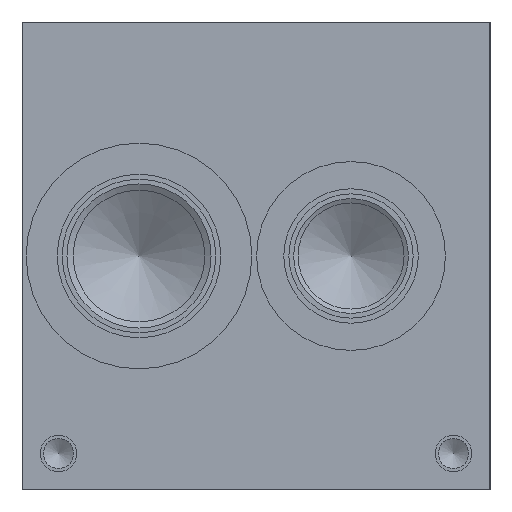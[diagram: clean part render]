
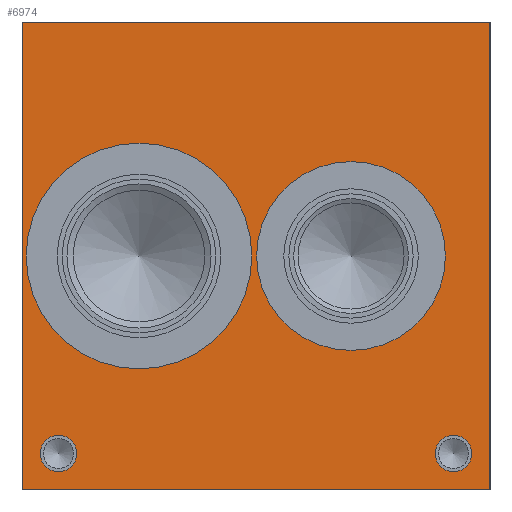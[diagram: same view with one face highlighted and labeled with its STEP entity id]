
A CAD part, left-side view. The second image highlights one B-rep face of the part: STEP entity #6974.
In plain terms, the highlighted planar face has unit normal (-1, 0, 0).
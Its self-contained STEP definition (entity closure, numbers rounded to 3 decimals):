
#2652=CARTESIAN_POINT('',(0.0,76.2,75.298));
#2653=VERTEX_POINT('',#2652);
#2654=CARTESIAN_POINT('',(0.0,76.2,50.8));
#2655=DIRECTION('',(1.0,0.0,0.0));
#2656=DIRECTION('',(0.0,0.0,1.0));
#2657=AXIS2_PLACEMENT_3D('',#2654,#2655,#2656);
#2658=CIRCLE('',#2657,24.498);
#2659=EDGE_CURVE('',#2653,#2653,#2658,.T.);
#2849=CARTESIAN_POINT('',(0.0,30.175,71.298));
#2850=VERTEX_POINT('',#2849);
#2851=CARTESIAN_POINT('',(0.0,30.175,50.8));
#2852=DIRECTION('',(1.0,0.0,0.0));
#2853=DIRECTION('',(0.0,0.0,1.0));
#2854=AXIS2_PLACEMENT_3D('',#2851,#2852,#2853);
#2855=CIRCLE('',#2854,20.498);
#2856=EDGE_CURVE('',#2850,#2850,#2855,.T.);
#2926=CARTESIAN_POINT('',(0.0,93.675,11.9));
#2927=VERTEX_POINT('',#2926);
#2928=CARTESIAN_POINT('',(0.0,93.675,7.925));
#2929=DIRECTION('',(1.0,0.0,0.0));
#2930=DIRECTION('',(0.0,0.0,1.0));
#2931=AXIS2_PLACEMENT_3D('',#2928,#2929,#2930);
#2932=CIRCLE('',#2931,3.975);
#2933=EDGE_CURVE('',#2927,#2927,#2932,.T.);
#3003=CARTESIAN_POINT('',(0.0,7.925,11.9));
#3004=VERTEX_POINT('',#3003);
#3005=CARTESIAN_POINT('',(0.0,7.925,7.925));
#3006=DIRECTION('',(1.0,0.0,0.0));
#3007=DIRECTION('',(0.0,0.0,1.0));
#3008=AXIS2_PLACEMENT_3D('',#3005,#3006,#3007);
#3009=CIRCLE('',#3008,3.975);
#3010=EDGE_CURVE('',#3004,#3004,#3009,.T.);
#6923=CARTESIAN_POINT('',(0.0,0.0,0.0));
#6924=DIRECTION('',(-1.0,0.0,0.0));
#6925=DIRECTION('',(0.0,0.0,1.0));
#6926=AXIS2_PLACEMENT_3D('',#6923,#6924,#6925);
#6927=PLANE('',#6926);
#6928=CARTESIAN_POINT('',(0.0,0.0,101.6));
#6929=VERTEX_POINT('',#6928);
#6930=CARTESIAN_POINT('',(0.0,101.6,101.6));
#6931=VERTEX_POINT('',#6930);
#6932=CARTESIAN_POINT('',(0.0,0.0,101.6));
#6933=DIRECTION('',(0.0,1.0,0.0));
#6934=VECTOR('',#6933,101.6);
#6935=LINE('',#6932,#6934);
#6936=EDGE_CURVE('',#6929,#6931,#6935,.T.);
#6937=ORIENTED_EDGE('',*,*,#6936,.T.);
#6938=CARTESIAN_POINT('',(0.0,101.6,0.0));
#6939=VERTEX_POINT('',#6938);
#6940=CARTESIAN_POINT('',(0.0,101.6,0.0));
#6941=DIRECTION('',(0.0,0.0,1.0));
#6942=VECTOR('',#6941,101.6);
#6943=LINE('',#6940,#6942);
#6944=EDGE_CURVE('',#6939,#6931,#6943,.T.);
#6945=ORIENTED_EDGE('',*,*,#6944,.F.);
#6946=CARTESIAN_POINT('',(0.0,0.0,0.0));
#6947=VERTEX_POINT('',#6946);
#6948=CARTESIAN_POINT('',(0.0,101.6,0.0));
#6949=DIRECTION('',(0.0,-1.0,0.0));
#6950=VECTOR('',#6949,101.6);
#6951=LINE('',#6948,#6950);
#6952=EDGE_CURVE('',#6939,#6947,#6951,.T.);
#6953=ORIENTED_EDGE('',*,*,#6952,.T.);
#6954=CARTESIAN_POINT('',(0.0,0.0,0.0));
#6955=DIRECTION('',(0.0,0.0,1.0));
#6956=VECTOR('',#6955,101.6);
#6957=LINE('',#6954,#6956);
#6958=EDGE_CURVE('',#6947,#6929,#6957,.T.);
#6959=ORIENTED_EDGE('',*,*,#6958,.T.);
#6960=EDGE_LOOP('',(#6937,#6945,#6953,#6959));
#6961=FACE_OUTER_BOUND('',#6960,.T.);
#6962=ORIENTED_EDGE('',*,*,#2659,.T.);
#6963=EDGE_LOOP('',(#6962));
#6964=FACE_BOUND('',#6963,.T.);
#6965=ORIENTED_EDGE('',*,*,#2856,.T.);
#6966=EDGE_LOOP('',(#6965));
#6967=FACE_BOUND('',#6966,.T.);
#6968=ORIENTED_EDGE('',*,*,#2933,.T.);
#6969=EDGE_LOOP('',(#6968));
#6970=FACE_BOUND('',#6969,.T.);
#6971=ORIENTED_EDGE('',*,*,#3010,.T.);
#6972=EDGE_LOOP('',(#6971));
#6973=FACE_BOUND('',#6972,.T.);
#6974=ADVANCED_FACE('',(#6961,#6964,#6967,#6970,#6973),#6927,.T.);
